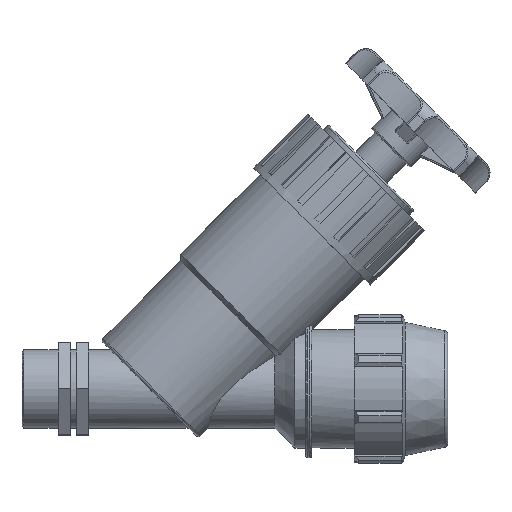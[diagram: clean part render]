
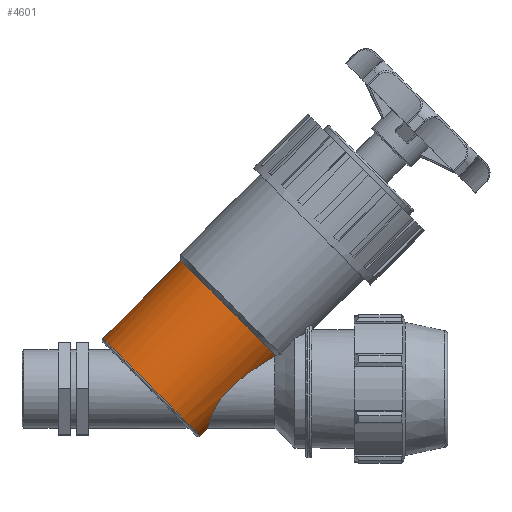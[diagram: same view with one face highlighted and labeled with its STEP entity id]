
A CAD part, top view. The second image highlights one B-rep face of the part: STEP entity #4601.
In plain terms, the highlighted cylindrical face has radius 41.917 mm (diameter 83.835 mm), a full revolution.
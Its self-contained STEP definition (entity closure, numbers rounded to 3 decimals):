
#76=B_SPLINE_CURVE_WITH_KNOTS('',3,(#6780,#6781,#6782,#6783),
 .UNSPECIFIED.,.F.,.F.,(4,4),(1.424,1.469),
 .UNSPECIFIED.);
#77=B_SPLINE_CURVE_WITH_KNOTS('',3,(#6787,#6788,#6789,#6790),
 .UNSPECIFIED.,.F.,.F.,(4,4),(1.584,1.629),
 .UNSPECIFIED.);
#78=B_SPLINE_CURVE_WITH_KNOTS('',3,(#6791,#6792,#6793,#6794,#6795,#6796,
#6797,#6798,#6799,#6800,#6801,#6802,#6803,#6804,#6805,#6806,#6807,#6808,
#6809,#6810,#6811,#6812,#6813,#6814,#6815,#6816,#6817,#6818,#6819,#6820,
#6821,#6822,#6823,#6824,#6825,#6826,#6827,#6828,#6829,#6830,#6831,#6832,
#6833,#6834,#6835,#6836,#6837,#6838,#6839,#6840,#6841),.UNSPECIFIED.,.F.,
 .F.,(4,2,2,2,2,2,2,2,2,2,2,2,2,2,2,2,2,2,2,2,3,2,2,2,4),(-11.406,
-10.671,-9.755,-8.838,-7.922,
-7.375,-6.829,-6.282,-5.735,
-5.292,-4.848,-4.405,-3.961,
-3.517,-3.074,-2.63,-2.187,
-1.64,-1.093,-0.547,0.,0.916,
1.833,2.749,3.484),.UNSPECIFIED.);
#862=CYLINDRICAL_SURFACE('',#4885,41.918);
#1084=FACE_BOUND('',#1418,.T.);
#1138=FACE_OUTER_BOUND('',#1417,.T.);
#1417=EDGE_LOOP('',(#3195,#3196,#3197,#3198));
#1418=EDGE_LOOP('',(#3199));
#1714=CIRCLE('',#4884,41.918);
#1715=CIRCLE('',#4886,41.918);
#1978=VERTEX_POINT('',#6775);
#1979=VERTEX_POINT('',#6778);
#1980=VERTEX_POINT('',#6779);
#1981=VERTEX_POINT('',#6784);
#1982=VERTEX_POINT('',#6786);
#2465=EDGE_CURVE('',#1978,#1978,#1714,.T.);
#2466=EDGE_CURVE('',#1979,#1980,#76,.T.);
#2467=EDGE_CURVE('',#1981,#1980,#1715,.T.);
#2468=EDGE_CURVE('',#1981,#1982,#77,.T.);
#2469=EDGE_CURVE('',#1979,#1982,#78,.T.);
#3195=ORIENTED_EDGE('',*,*,#2466,.T.);
#3196=ORIENTED_EDGE('',*,*,#2467,.F.);
#3197=ORIENTED_EDGE('',*,*,#2468,.T.);
#3198=ORIENTED_EDGE('',*,*,#2469,.F.);
#3199=ORIENTED_EDGE('',*,*,#2465,.F.);
#4601=ADVANCED_FACE('',(#1138,#1084),#862,.T.);
#4884=AXIS2_PLACEMENT_3D('',#6776,#5443,#5444);
#4885=AXIS2_PLACEMENT_3D('',#6777,#5445,#5446);
#4886=AXIS2_PLACEMENT_3D('',#6785,#5447,#5448);
#5443=DIRECTION('center_axis',(-0.707,-0.707,0.));
#5444=DIRECTION('ref_axis',(0.707,-0.707,0.));
#5445=DIRECTION('center_axis',(0.707,0.707,0.));
#5446=DIRECTION('ref_axis',(-0.707,0.707,0.));
#5447=DIRECTION('center_axis',(0.707,0.707,0.));
#5448=DIRECTION('ref_axis',(0.707,-0.707,0.));
#6775=CARTESIAN_POINT('',(-80.269,30.811,0.));
#6776=CARTESIAN_POINT('Origin',(-50.629,1.171,0.));
#6777=CARTESIAN_POINT('Origin',(-27.594,24.206,0.));
#6778=CARTESIAN_POINT('',(24.402,19.933,13.19));
#6779=CARTESIAN_POINT('',(24.733,20.291,13.248));
#6780=CARTESIAN_POINT('Ctrl Pts',(24.402,19.933,13.19));
#6781=CARTESIAN_POINT('Ctrl Pts',(24.512,20.052,13.209));
#6782=CARTESIAN_POINT('Ctrl Pts',(24.623,20.172,13.229));
#6783=CARTESIAN_POINT('Ctrl Pts',(24.733,20.291,13.248));
#6784=CARTESIAN_POINT('',(24.733,20.291,-13.248));
#6785=CARTESIAN_POINT('Origin',(-3.388,48.412,0.));
#6786=CARTESIAN_POINT('',(24.402,19.933,-13.19));
#6787=CARTESIAN_POINT('Ctrl Pts',(24.733,20.291,-13.248));
#6788=CARTESIAN_POINT('Ctrl Pts',(24.623,20.172,-13.229));
#6789=CARTESIAN_POINT('Ctrl Pts',(24.512,20.052,-13.209));
#6790=CARTESIAN_POINT('Ctrl Pts',(24.402,19.933,-13.19));
#6791=CARTESIAN_POINT('Ctrl Pts',(24.402,19.933,13.19));
#6792=CARTESIAN_POINT('Ctrl Pts',(22.712,18.943,14.685));
#6793=CARTESIAN_POINT('Ctrl Pts',(20.869,17.842,15.991));
#6794=CARTESIAN_POINT('Ctrl Pts',(16.54,15.162,18.592));
#6795=CARTESIAN_POINT('Ctrl Pts',(14.006,13.534,19.803));
#6796=CARTESIAN_POINT('Ctrl Pts',(8.909,10.037,21.785));
#6797=CARTESIAN_POINT('Ctrl Pts',(6.347,8.171,22.554));
#6798=CARTESIAN_POINT('Ctrl Pts',(1.422,4.233,23.612));
#6799=CARTESIAN_POINT('Ctrl Pts',(-0.941,2.16,23.902));
#6800=CARTESIAN_POINT('Ctrl Pts',(-4.39,-1.289,23.902));
#6801=CARTESIAN_POINT('Ctrl Pts',(-5.681,-2.685,23.796));
#6802=CARTESIAN_POINT('Ctrl Pts',(-8.108,-5.605,23.282));
#6803=CARTESIAN_POINT('Ctrl Pts',(-9.241,-7.129,22.872));
#6804=CARTESIAN_POINT('Ctrl Pts',(-11.239,-10.178,21.688));
#6805=CARTESIAN_POINT('Ctrl Pts',(-12.106,-11.707,20.911));
#6806=CARTESIAN_POINT('Ctrl Pts',(-13.544,-14.611,18.995));
#6807=CARTESIAN_POINT('Ctrl Pts',(-14.117,-15.985,17.857));
#6808=CARTESIAN_POINT('Ctrl Pts',(-14.934,-18.205,15.554));
#6809=CARTESIAN_POINT('Ctrl Pts',(-15.236,-19.149,14.385));
#6810=CARTESIAN_POINT('Ctrl Pts',(-15.722,-20.824,11.832));
#6811=CARTESIAN_POINT('Ctrl Pts',(-15.906,-21.554,10.448));
#6812=CARTESIAN_POINT('Ctrl Pts',(-16.183,-22.729,7.556));
#6813=CARTESIAN_POINT('Ctrl Pts',(-16.276,-23.176,6.046));
#6814=CARTESIAN_POINT('Ctrl Pts',(-16.395,-23.762,3.007));
#6815=CARTESIAN_POINT('Ctrl Pts',(-16.421,-23.902,1.478));
#6816=CARTESIAN_POINT('Ctrl Pts',(-16.421,-23.902,-1.478));
#6817=CARTESIAN_POINT('Ctrl Pts',(-16.395,-23.762,-3.007));
#6818=CARTESIAN_POINT('Ctrl Pts',(-16.276,-23.176,-6.046));
#6819=CARTESIAN_POINT('Ctrl Pts',(-16.183,-22.729,-7.556));
#6820=CARTESIAN_POINT('Ctrl Pts',(-15.906,-21.554,-10.448));
#6821=CARTESIAN_POINT('Ctrl Pts',(-15.722,-20.824,-11.832));
#6822=CARTESIAN_POINT('Ctrl Pts',(-15.236,-19.149,-14.385));
#6823=CARTESIAN_POINT('Ctrl Pts',(-14.934,-18.205,-15.554));
#6824=CARTESIAN_POINT('Ctrl Pts',(-14.117,-15.985,-17.857));
#6825=CARTESIAN_POINT('Ctrl Pts',(-13.544,-14.611,-18.995));
#6826=CARTESIAN_POINT('Ctrl Pts',(-12.106,-11.707,-20.911));
#6827=CARTESIAN_POINT('Ctrl Pts',(-11.239,-10.178,-21.688));
#6828=CARTESIAN_POINT('Ctrl Pts',(-9.241,-7.129,-22.872));
#6829=CARTESIAN_POINT('Ctrl Pts',(-8.108,-5.605,-23.282));
#6830=CARTESIAN_POINT('Ctrl Pts',(-5.681,-2.685,-23.796));
#6831=CARTESIAN_POINT('Ctrl Pts',(-4.39,-1.289,-23.902));
#6832=CARTESIAN_POINT('Ctrl Pts',(-3.101,0.,-23.902));
#6833=CARTESIAN_POINT('Ctrl Pts',(-0.941,2.16,-23.902));
#6834=CARTESIAN_POINT('Ctrl Pts',(1.422,4.233,-23.612));
#6835=CARTESIAN_POINT('Ctrl Pts',(6.347,8.171,-22.554));
#6836=CARTESIAN_POINT('Ctrl Pts',(8.909,10.037,-21.785));
#6837=CARTESIAN_POINT('Ctrl Pts',(14.006,13.534,-19.803));
#6838=CARTESIAN_POINT('Ctrl Pts',(16.54,15.162,-18.592));
#6839=CARTESIAN_POINT('Ctrl Pts',(20.869,17.842,-15.991));
#6840=CARTESIAN_POINT('Ctrl Pts',(22.712,18.943,-14.685));
#6841=CARTESIAN_POINT('Ctrl Pts',(24.402,19.933,-13.19));
